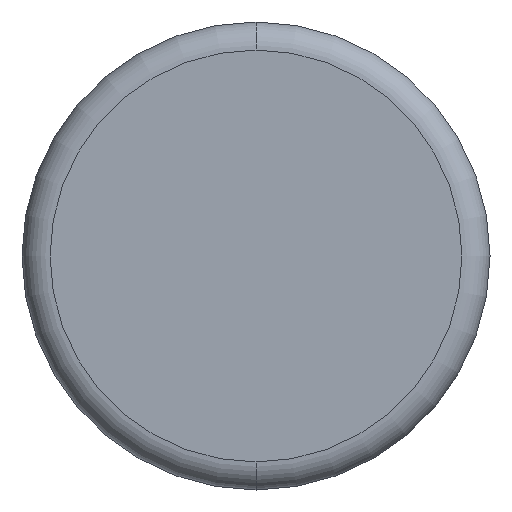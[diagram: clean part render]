
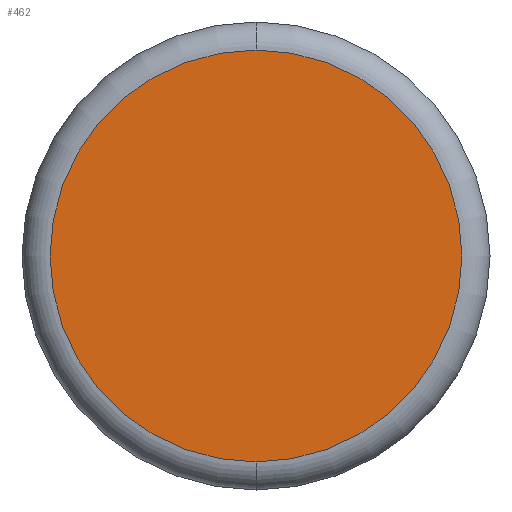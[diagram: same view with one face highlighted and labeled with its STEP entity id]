
A CAD part, front view. The second image highlights one B-rep face of the part: STEP entity #462.
In plain terms, the highlighted planar face has unit normal (0, -1, 0).
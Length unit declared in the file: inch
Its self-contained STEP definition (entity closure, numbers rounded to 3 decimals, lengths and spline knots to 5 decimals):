
#23 = ORIENTED_EDGE ( 'NONE', *, *, #143, .T. ) ;
#35 = DIRECTION ( 'NONE',  ( 0., -1., 0. ) ) ;
#56 = DIRECTION ( 'NONE',  ( 0., -1., 0. ) ) ;
#75 = FACE_OUTER_BOUND ( 'NONE', #489, .T. ) ;
#79 = CARTESIAN_POINT ( 'NONE',  ( 0., 0., 0. ) ) ;
#82 = CIRCLE ( 'NONE', #94, 0.44 ) ;
#94 = AXIS2_PLACEMENT_3D ( 'NONE', #476, #56, #514 ) ;
#104 = AXIS2_PLACEMENT_3D ( 'NONE', #79, #35, #239 ) ;
#143 = EDGE_CURVE ( 'NONE', #415, #173, #82, .T. ) ;
#146 = PLANE ( 'NONE',  #515 ) ;
#173 = VERTEX_POINT ( 'NONE', #182 ) ;
#182 = CARTESIAN_POINT ( 'NONE',  ( 0., 0., -0.44 ) ) ;
#239 = DIRECTION ( 'NONE',  ( 0., 0., -1. ) ) ;
#263 = DIRECTION ( 'NONE',  ( 0., -1., 0. ) ) ;
#323 = EDGE_CURVE ( 'NONE', #173, #415, #338, .T. ) ;
#338 = CIRCLE ( 'NONE', #104, 0.44 ) ;
#415 = VERTEX_POINT ( 'NONE', #510 ) ;
#437 = DIRECTION ( 'NONE',  ( 0., 0., -1. ) ) ;
#440 = CARTESIAN_POINT ( 'NONE',  ( 0., 0., 0. ) ) ;
#452 = ORIENTED_EDGE ( 'NONE', *, *, #323, .T. ) ;
#462 = ADVANCED_FACE ( 'NONE', ( #75 ), #146, .T. ) ;
#476 = CARTESIAN_POINT ( 'NONE',  ( 0., 0., 0. ) ) ;
#489 = EDGE_LOOP ( 'NONE', ( #452, #23 ) ) ;
#510 = CARTESIAN_POINT ( 'NONE',  ( 0., 0., 0.44 ) ) ;
#514 = DIRECTION ( 'NONE',  ( 0., 0., -1. ) ) ;
#515 = AXIS2_PLACEMENT_3D ( 'NONE', #440, #263, #437 ) ;
